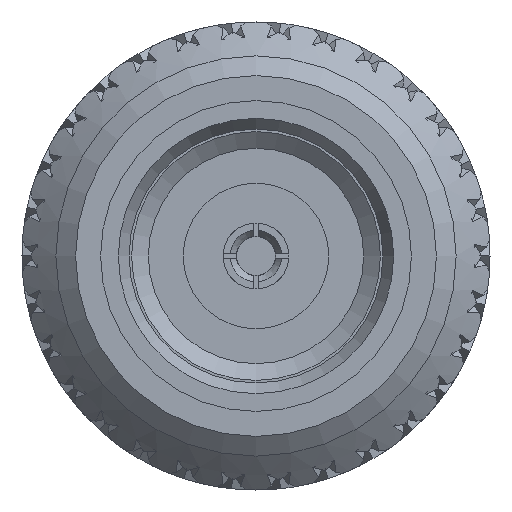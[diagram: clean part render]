
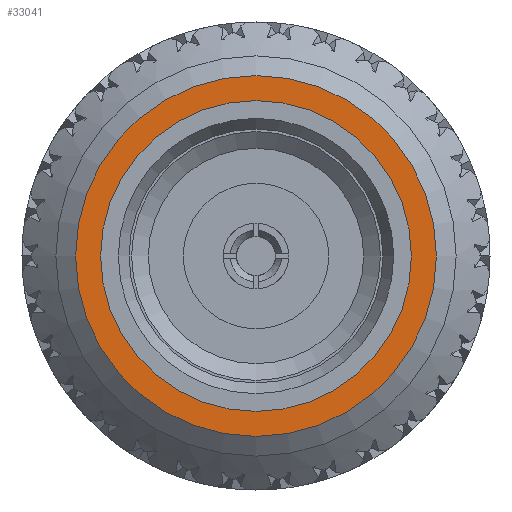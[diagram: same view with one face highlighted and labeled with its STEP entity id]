
A CAD part, left-side view. The second image highlights one B-rep face of the part: STEP entity #33041.
In plain terms, the highlighted planar face has unit normal (-1, 0, 0).
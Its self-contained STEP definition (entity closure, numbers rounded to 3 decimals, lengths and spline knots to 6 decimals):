
#1853 = ORIENTED_EDGE ( 'NONE', *, *, #57085, .F. ) ;
#6092 = DIRECTION ( 'NONE',  ( 1., 0., 0. ) ) ;
#8442 = AXIS2_PLACEMENT_3D ( 'NONE', #18199, #61586, #37763 ) ;
#8581 = CARTESIAN_POINT ( 'NONE',  ( 0.119048, 0.080562, 0. ) ) ;
#11059 = CARTESIAN_POINT ( 'NONE',  ( 0.119048, 0., 0. ) ) ;
#11270 = FACE_BOUND ( 'NONE', #56503, .T. ) ;
#15708 = FACE_OUTER_BOUND ( 'NONE', #15778, .T. ) ;
#15778 = EDGE_LOOP ( 'NONE', ( #1853 ) ) ;
#17285 = CARTESIAN_POINT ( 'NONE',  ( 0.119048, 0.069404, 0. ) ) ;
#18199 = CARTESIAN_POINT ( 'NONE',  ( 0.119048, 0., 0. ) ) ;
#19758 = CIRCLE ( 'NONE', #8442, 0.080562 ) ;
#22891 = AXIS2_PLACEMENT_3D ( 'NONE', #11059, #6092, #48186 ) ;
#23458 = CIRCLE ( 'NONE', #22891, 0.069404 ) ;
#31216 = DIRECTION ( 'NONE',  ( 0., -1., 0. ) ) ;
#33041 = ADVANCED_FACE ( 'NONE', ( #11270, #15708 ), #59221, .T. ) ;
#34392 = VERTEX_POINT ( 'NONE', #8581 ) ;
#35612 = AXIS2_PLACEMENT_3D ( 'NONE', #17285, #45335, #31216 ) ;
#36990 = CARTESIAN_POINT ( 'NONE',  ( 0.119048, 0.069404, 0. ) ) ;
#37763 = DIRECTION ( 'NONE',  ( 0., 1., 0. ) ) ;
#45335 = DIRECTION ( 'NONE',  ( -1., 0., 0. ) ) ;
#48186 = DIRECTION ( 'NONE',  ( 0., 1., 0. ) ) ;
#48685 = EDGE_CURVE ( 'NONE', #53608, #53608, #23458, .T. ) ;
#49549 = ORIENTED_EDGE ( 'NONE', *, *, #48685, .T. ) ;
#53608 = VERTEX_POINT ( 'NONE', #36990 ) ;
#56503 = EDGE_LOOP ( 'NONE', ( #49549 ) ) ;
#57085 = EDGE_CURVE ( 'NONE', #34392, #34392, #19758, .T. ) ;
#59221 = PLANE ( 'NONE',  #35612 ) ;
#61586 = DIRECTION ( 'NONE',  ( 1., 0., 0. ) ) ;
